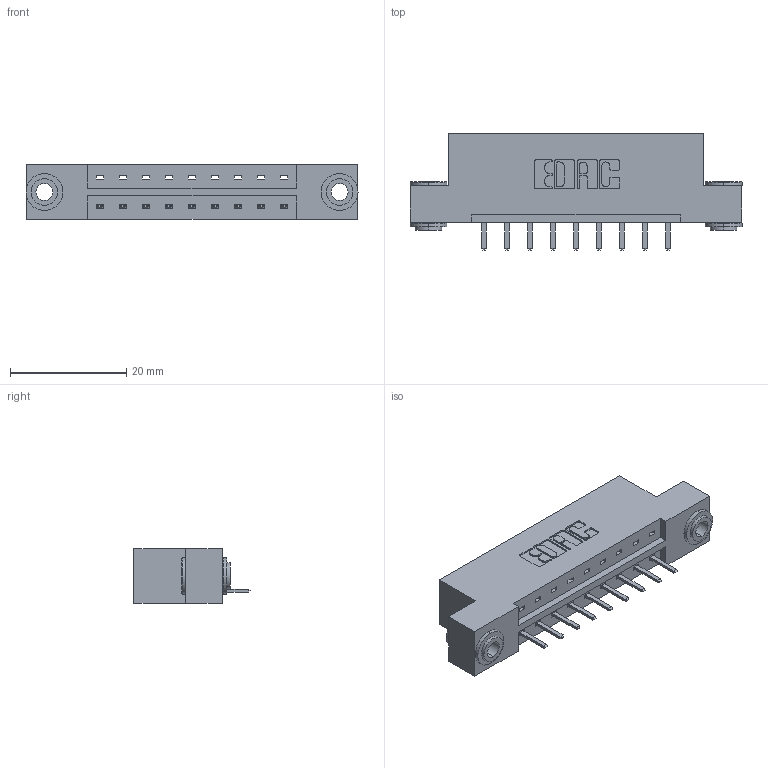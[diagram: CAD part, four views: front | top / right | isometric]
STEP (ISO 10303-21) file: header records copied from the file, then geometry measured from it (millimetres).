
FILE_DESCRIPTION (( 'STEP AP203' ), '1' );
FILE_NAME ('833-009-520-103.STEP', '2020-05-30T16:51:56', ( '' ), ( '' ), 'SwSTEP 2.0', 'SolidWorks 2020', '' );
FILE_SCHEMA (( 'CONFIG_CONTROL_DESIGN' ));
Length unit declared in the file: inch
Products named in the file (4): 345-250-002_345-250-002-102; 833 Part_Flush - .156 Dia - TH; 345-292-001_345-293-120; 833-009-520-103
Assembly tree (12 placements, depth 2):
  833-009-520-103
    833 Part_Flush - .156 Dia - TH
    345-292-001_345-293-120  x9
    345-250-002_345-250-002-102  x2
Bounding box: 57.2 x 20.02 x 9.4 mm (x, y, z)
Volume: 5465.7 mm3; surface area: 5834.6 mm2
Topology: 12 solids, 12 shells, 710 faces, 2043 edges, 1334 vertices
Faces by surface type: plane 476, cylinder 226, cone 8
Entity records: 10534 total; most frequent: CARTESIAN_POINT 1812, ORIENTED_EDGE 1738, DIRECTION 1617, EDGE_CURVE 869, VECTOR 713, LINE 713, VERTEX_POINT 574, AXIS2_PLACEMENT_3D 452
